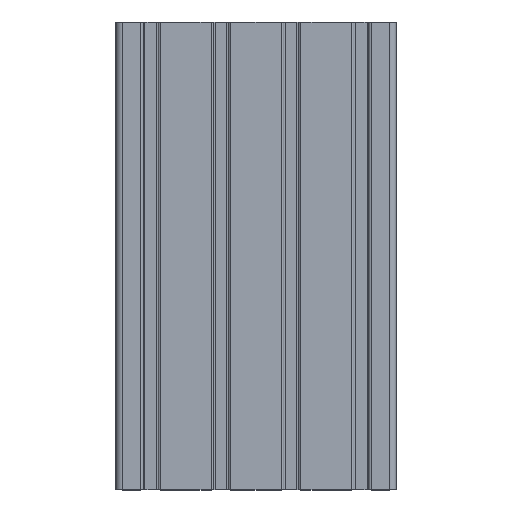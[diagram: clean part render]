
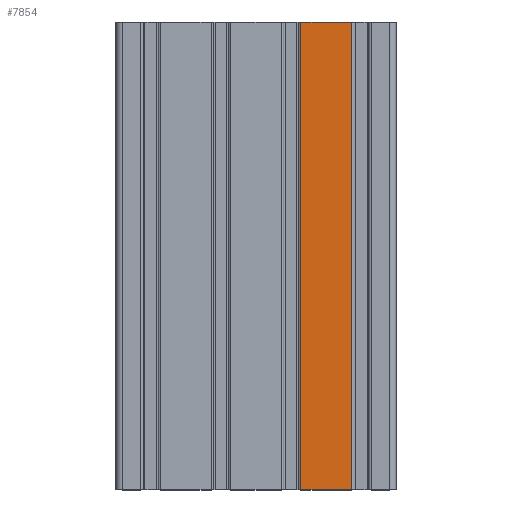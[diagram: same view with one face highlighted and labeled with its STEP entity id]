
A CAD part, top view. The second image highlights one B-rep face of the part: STEP entity #7854.
In plain terms, the highlighted planar face has unit normal (0, 0, 1).
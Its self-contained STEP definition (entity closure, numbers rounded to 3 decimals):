
#922=FACE_OUTER_BOUND('',#1324,.T.);
#1324=EDGE_LOOP('',(#6123,#6124,#6125,#6126));
#2016=LINE('',#12837,#2800);
#2017=LINE('',#12841,#2801);
#2018=LINE('',#12843,#2802);
#2019=LINE('',#12844,#2803);
#2800=VECTOR('',#10458,200.);
#2801=VECTOR('',#10463,21.65);
#2802=VECTOR('',#10464,200.);
#2803=VECTOR('',#10465,21.65);
#3593=VERTEX_POINT('',#12834);
#3594=VERTEX_POINT('',#12836);
#3595=VERTEX_POINT('',#12840);
#3596=VERTEX_POINT('',#12842);
#4661=EDGE_CURVE('',#3594,#3593,#2016,.T.);
#4663=EDGE_CURVE('',#3593,#3595,#2017,.T.);
#4664=EDGE_CURVE('',#3596,#3595,#2018,.T.);
#4665=EDGE_CURVE('',#3594,#3596,#2019,.T.);
#6123=ORIENTED_EDGE('',*,*,#4663,.T.);
#6124=ORIENTED_EDGE('',*,*,#4664,.F.);
#6125=ORIENTED_EDGE('',*,*,#4665,.F.);
#6126=ORIENTED_EDGE('',*,*,#4661,.T.);
#7513=PLANE('',#8540);
#7854=ADVANCED_FACE('',(#922),#7513,.T.);
#8540=AXIS2_PLACEMENT_3D('',#12839,#10461,#10462);
#10458=DIRECTION('',(0.,1.,0.));
#10461=DIRECTION('center_axis',(0.,0.,1.));
#10462=DIRECTION('ref_axis',(1.,0.,0.));
#10463=DIRECTION('',(-1.,0.,0.));
#10464=DIRECTION('',(0.,1.,0.));
#10465=DIRECTION('',(-1.,0.,0.));
#12834=CARTESIAN_POINT('',(40.825,200.,15.));
#12836=CARTESIAN_POINT('',(40.825,0.,15.));
#12837=CARTESIAN_POINT('',(40.825,0.,15.));
#12839=CARTESIAN_POINT('Origin',(19.175,0.,15.));
#12840=CARTESIAN_POINT('',(19.175,200.,15.));
#12841=CARTESIAN_POINT('',(9.588,200.,15.));
#12842=CARTESIAN_POINT('',(19.175,0.,15.));
#12843=CARTESIAN_POINT('',(19.175,0.,15.));
#12844=CARTESIAN_POINT('',(9.588,0.,15.));
